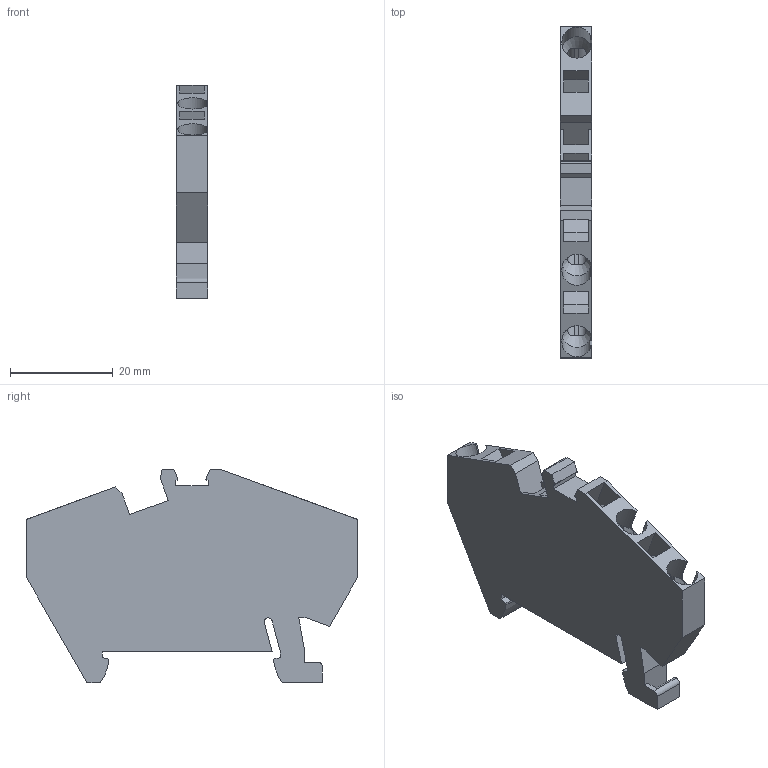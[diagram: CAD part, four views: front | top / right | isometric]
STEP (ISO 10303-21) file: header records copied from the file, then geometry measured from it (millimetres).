
FILE_DESCRIPTION(('Creo Elements/Direct Modeling STEP Export'),'2;1');
FILE_NAME('model.stp','2018-10-04T12:05:04',(''),(''),'Creo Elements/Direct Modeling STEP processor for AP214 (Solid Model)','Creo Elements/Direct Modeling 18.1I 14-Aug-2016 (C) Parametric Technology GmbH','');
FILE_SCHEMA(('AUTOMOTIVE_DESIGN { 1 0 10303 214 1 1 1 1 }'));
Length unit declared in the file: millimetre
Products named in the file (2): STS4-TWIN-L-Select
Assembly tree (1 placements, depth 2):
  STS4-TWIN-L-Select
    STS4-TWIN-L-Select
Bounding box: 6.15 x 64.6 x 41.5 mm (x, y, z)
Volume: 9937.9 mm3; surface area: 6584.2 mm2
Topology: 1 solids, 1 shells, 147 faces, 404 edges, 261 vertices
Faces by surface type: plane 112, cylinder 26, cone 9
Entity records: 7358 total; most frequent: CARTESIAN_POINT 2414, ORIENTED_EDGE 808, DIRECTION 723, EDGE_CURVE 404, VECTOR 319, LINE 319, VERTEX_POINT 261, AXIS2_PLACEMENT_3D 202
